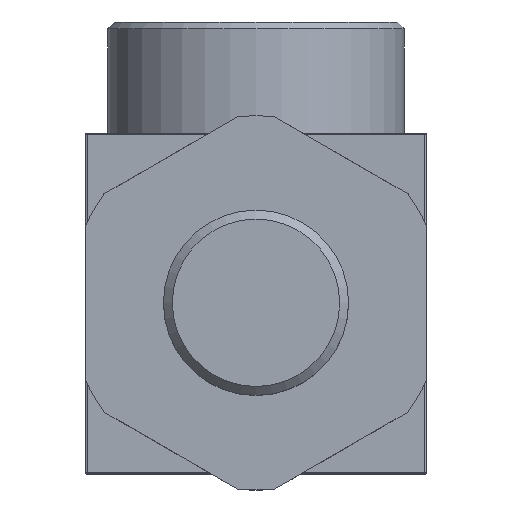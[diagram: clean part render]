
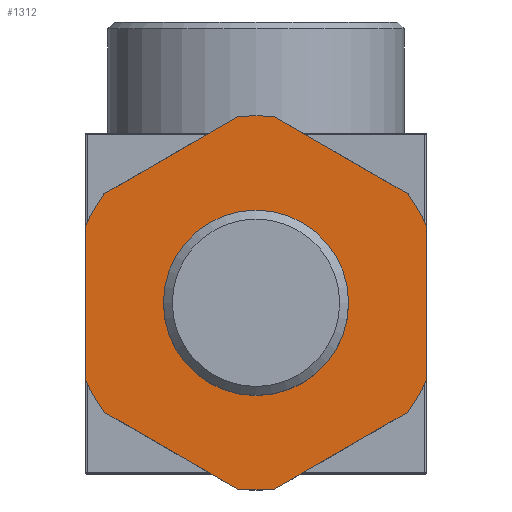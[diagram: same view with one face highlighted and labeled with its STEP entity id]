
A CAD part, top view. The second image highlights one B-rep face of the part: STEP entity #1312.
In plain terms, the highlighted planar face has unit normal (0, 0, 1).
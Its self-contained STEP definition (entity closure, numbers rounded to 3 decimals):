
#49=FACE_BOUND('',#357,.T.);
#73=PLANE('',#1476);
#113=LINE('',#2181,#168);
#116=LINE('',#2218,#171);
#119=LINE('',#2270,#174);
#122=LINE('',#2292,#177);
#125=LINE('',#2329,#180);
#128=LINE('',#2381,#183);
#168=VECTOR('',#1762,10.);
#171=VECTOR('',#1767,10.);
#174=VECTOR('',#1772,10.);
#177=VECTOR('',#1777,10.);
#180=VECTOR('',#1782,10.);
#183=VECTOR('',#1787,10.);
#275=FACE_OUTER_BOUND('',#356,.T.);
#356=EDGE_LOOP('',(#1025,#1026,#1027,#1028,#1029,#1030,#1031,#1032,#1033,
#1034,#1035,#1036));
#357=EDGE_LOOP('',(#1037,#1038));
#431=CIRCLE('',#1443,12.5);
#432=CIRCLE('',#1444,12.5);
#433=CIRCLE('',#1452,25.25);
#435=CIRCLE('',#1455,25.25);
#438=CIRCLE('',#1459,25.25);
#439=CIRCLE('',#1461,25.25);
#442=CIRCLE('',#1465,25.25);
#448=CIRCLE('',#1477,25.25);
#544=VERTEX_POINT('',#2156);
#545=VERTEX_POINT('',#2157);
#548=VERTEX_POINT('',#2178);
#549=VERTEX_POINT('',#2180);
#553=VERTEX_POINT('',#2215);
#554=VERTEX_POINT('',#2217);
#559=VERTEX_POINT('',#2267);
#560=VERTEX_POINT('',#2269);
#563=VERTEX_POINT('',#2289);
#564=VERTEX_POINT('',#2291);
#568=VERTEX_POINT('',#2326);
#569=VERTEX_POINT('',#2328);
#574=VERTEX_POINT('',#2378);
#575=VERTEX_POINT('',#2380);
#694=EDGE_CURVE('',#544,#545,#431,.T.);
#695=EDGE_CURVE('',#545,#544,#432,.T.);
#699=EDGE_CURVE('',#549,#548,#113,.T.);
#704=EDGE_CURVE('',#554,#553,#116,.T.);
#710=EDGE_CURVE('',#560,#559,#119,.T.);
#714=EDGE_CURVE('',#564,#563,#122,.T.);
#719=EDGE_CURVE('',#569,#568,#125,.T.);
#725=EDGE_CURVE('',#575,#574,#128,.T.);
#727=EDGE_CURVE('',#549,#574,#433,.T.);
#729=EDGE_CURVE('',#554,#568,#435,.T.);
#732=EDGE_CURVE('',#575,#559,#438,.T.);
#733=EDGE_CURVE('',#560,#563,#439,.T.);
#736=EDGE_CURVE('',#564,#553,#442,.T.);
#742=EDGE_CURVE('',#569,#548,#448,.T.);
#1025=ORIENTED_EDGE('',*,*,#699,.T.);
#1026=ORIENTED_EDGE('',*,*,#742,.F.);
#1027=ORIENTED_EDGE('',*,*,#719,.T.);
#1028=ORIENTED_EDGE('',*,*,#729,.F.);
#1029=ORIENTED_EDGE('',*,*,#704,.T.);
#1030=ORIENTED_EDGE('',*,*,#736,.F.);
#1031=ORIENTED_EDGE('',*,*,#714,.T.);
#1032=ORIENTED_EDGE('',*,*,#733,.F.);
#1033=ORIENTED_EDGE('',*,*,#710,.T.);
#1034=ORIENTED_EDGE('',*,*,#732,.F.);
#1035=ORIENTED_EDGE('',*,*,#725,.T.);
#1036=ORIENTED_EDGE('',*,*,#727,.F.);
#1037=ORIENTED_EDGE('',*,*,#694,.T.);
#1038=ORIENTED_EDGE('',*,*,#695,.T.);
#1312=ADVANCED_FACE('',(#275,#49),#73,.T.);
#1443=AXIS2_PLACEMENT_3D('',#2158,#1754,#1755);
#1444=AXIS2_PLACEMENT_3D('',#2159,#1756,#1757);
#1452=AXIS2_PLACEMENT_3D('',#2384,#1791,#1792);
#1455=AXIS2_PLACEMENT_3D('',#2387,#1797,#1798);
#1459=AXIS2_PLACEMENT_3D('',#2391,#1805,#1806);
#1461=AXIS2_PLACEMENT_3D('',#2393,#1809,#1810);
#1465=AXIS2_PLACEMENT_3D('',#2397,#1817,#1818);
#1476=AXIS2_PLACEMENT_3D('',#2408,#1839,#1840);
#1477=AXIS2_PLACEMENT_3D('',#2409,#1841,#1842);
#1754=DIRECTION('center_axis',(0.,0.,-1.));
#1755=DIRECTION('ref_axis',(1.,0.,0.));
#1756=DIRECTION('center_axis',(0.,0.,-1.));
#1757=DIRECTION('ref_axis',(1.,0.,0.));
#1762=DIRECTION('',(-0.866,-0.5,0.));
#1767=DIRECTION('',(0.866,-0.5,0.));
#1772=DIRECTION('',(0.,1.,0.));
#1777=DIRECTION('',(0.866,0.5,0.));
#1782=DIRECTION('',(0.,-1.,0.));
#1787=DIRECTION('',(-0.866,0.5,0.));
#1791=DIRECTION('center_axis',(0.,0.,-1.));
#1792=DIRECTION('ref_axis',(1.,0.,0.));
#1797=DIRECTION('center_axis',(0.,0.,-1.));
#1798=DIRECTION('ref_axis',(1.,0.,0.));
#1805=DIRECTION('center_axis',(0.,0.,-1.));
#1806=DIRECTION('ref_axis',(1.,0.,0.));
#1809=DIRECTION('center_axis',(0.,0.,-1.));
#1810=DIRECTION('ref_axis',(1.,0.,0.));
#1817=DIRECTION('center_axis',(0.,0.,-1.));
#1818=DIRECTION('ref_axis',(1.,0.,0.));
#1839=DIRECTION('center_axis',(0.,0.,1.));
#1840=DIRECTION('ref_axis',(1.,0.,0.));
#1841=DIRECTION('center_axis',(0.,0.,-1.));
#1842=DIRECTION('ref_axis',(1.,0.,0.));
#2156=CARTESIAN_POINT('',(0.,12.5,20.5));
#2157=CARTESIAN_POINT('',(0.,-12.5,20.5));
#2158=CARTESIAN_POINT('Origin',(0.,0.,20.5));
#2159=CARTESIAN_POINT('Origin',(0.,0.,20.5));
#2178=CARTESIAN_POINT('',(-20.523,14.709,20.5));
#2180=CARTESIAN_POINT('',(-2.477,25.128,20.5));
#2181=CARTESIAN_POINT('',(-1.522,25.68,20.5));
#2215=CARTESIAN_POINT('',(-2.477,-25.128,20.5));
#2217=CARTESIAN_POINT('',(-20.523,-14.709,20.5));
#2218=CARTESIAN_POINT('',(-21.478,-14.158,20.5));
#2267=CARTESIAN_POINT('',(23.,10.419,20.5));
#2269=CARTESIAN_POINT('',(23.,-10.419,20.5));
#2270=CARTESIAN_POINT('',(23.,7.415,20.5));
#2289=CARTESIAN_POINT('',(20.523,-14.709,20.5));
#2291=CARTESIAN_POINT('',(2.477,-25.128,20.5));
#2292=CARTESIAN_POINT('',(12.455,-19.367,20.5));
#2326=CARTESIAN_POINT('',(-23.,-10.419,20.5));
#2328=CARTESIAN_POINT('',(-23.,10.419,20.5));
#2329=CARTESIAN_POINT('',(-23.,17.835,20.5));
#2378=CARTESIAN_POINT('',(2.477,25.128,20.5));
#2380=CARTESIAN_POINT('',(20.523,14.709,20.5));
#2381=CARTESIAN_POINT('',(10.545,20.47,20.5));
#2384=CARTESIAN_POINT('Origin',(0.,0.,20.5));
#2387=CARTESIAN_POINT('Origin',(0.,0.,20.5));
#2391=CARTESIAN_POINT('Origin',(0.,0.,20.5));
#2393=CARTESIAN_POINT('Origin',(0.,0.,20.5));
#2397=CARTESIAN_POINT('Origin',(0.,0.,20.5));
#2408=CARTESIAN_POINT('Origin',(0.,25.25,20.5));
#2409=CARTESIAN_POINT('Origin',(0.,0.,20.5));
